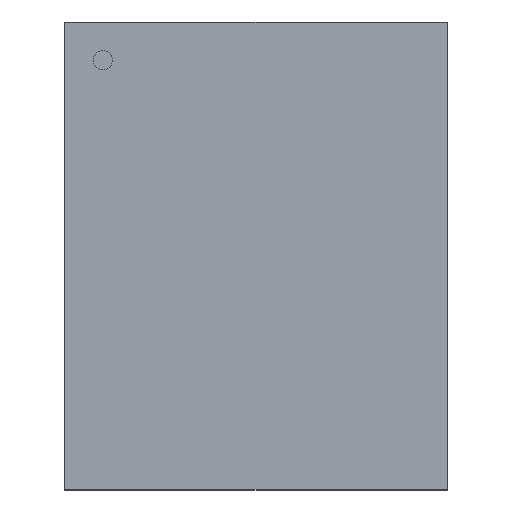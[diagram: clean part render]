
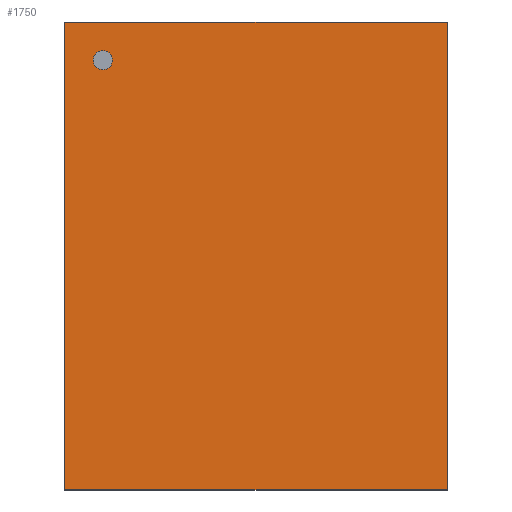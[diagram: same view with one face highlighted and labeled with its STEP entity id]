
A CAD part, top view. The second image highlights one B-rep face of the part: STEP entity #1750.
In plain terms, the highlighted planar face has unit normal (0, 0, 1).
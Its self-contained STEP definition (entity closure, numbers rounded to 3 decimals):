
#1750=ADVANCED_FACE($,(#1756),#1751,.F.);
#1751=PLANE($,#1752);
#1752=AXIS2_PLACEMENT_3D($,#1753,#1754,#1755);
#1753=CARTESIAN_POINT('Origin',(-4.496,-5.499,0.991));
#1754=DIRECTION('center_axis',(0.0,0.0,-1.0));
#1755=DIRECTION('ref_axis',(0.,1.,0.));
#1756=FACE_OUTER_BOUND($,#1757,.T.);
#1757=EDGE_LOOP($,(#1758,#1768,#1778,#1788));
#1758=ORIENTED_EDGE($,*,*,#1759,.F.);
#1759=EDGE_CURVE($,#1760,#1762,#1764,.T.);
#1760=VERTEX_POINT($,#1761);
#1761=CARTESIAN_POINT('',(4.496,-5.499,0.991));
#1762=VERTEX_POINT($,#1763);
#1763=CARTESIAN_POINT('',(-4.496,-5.499,0.991));
#1764=LINE($,#1765,#1766);
#1765=CARTESIAN_POINT($,(4.496,-5.499,0.991));
#1766=VECTOR($,#1767,8.992);
#1767=DIRECTION($,(-1.0,0.0,0.0));
#1768=ORIENTED_EDGE($,*,*,#1769,.F.);
#1769=EDGE_CURVE($,#1770,#1772,#1774,.T.);
#1770=VERTEX_POINT($,#1771);
#1771=CARTESIAN_POINT('',(4.496,5.499,0.991));
#1772=VERTEX_POINT($,#1761);
#1774=LINE($,#1775,#1776);
#1775=CARTESIAN_POINT($,(4.496,5.499,0.991));
#1776=VECTOR($,#1777,10.998);
#1777=DIRECTION($,(0.0,-1.0,0.0));
#1778=ORIENTED_EDGE($,*,*,#1779,.F.);
#1779=EDGE_CURVE($,#1780,#1782,#1784,.T.);
#1780=VERTEX_POINT($,#1781);
#1781=CARTESIAN_POINT('',(-4.496,5.499,0.991));
#1782=VERTEX_POINT($,#1771);
#1784=LINE($,#1785,#1786);
#1785=CARTESIAN_POINT($,(-4.496,5.499,0.991));
#1786=VECTOR($,#1787,8.992);
#1787=DIRECTION($,(1.0,0.0,0.0));
#1788=ORIENTED_EDGE($,*,*,#1789,.F.);
#1789=EDGE_CURVE($,#1790,#1792,#1794,.T.);
#1790=VERTEX_POINT($,#1763);
#1792=VERTEX_POINT($,#1781);
#1794=LINE($,#1795,#1796);
#1795=CARTESIAN_POINT($,(-4.496,-5.499,0.991));
#1796=VECTOR($,#1797,10.998);
#1797=DIRECTION($,(0.0,1.0,0.0));
